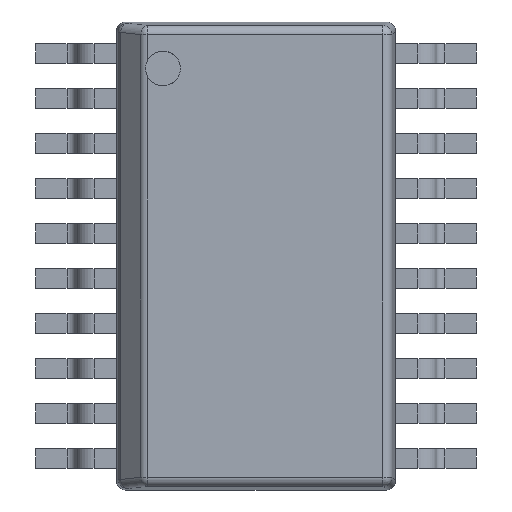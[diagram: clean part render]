
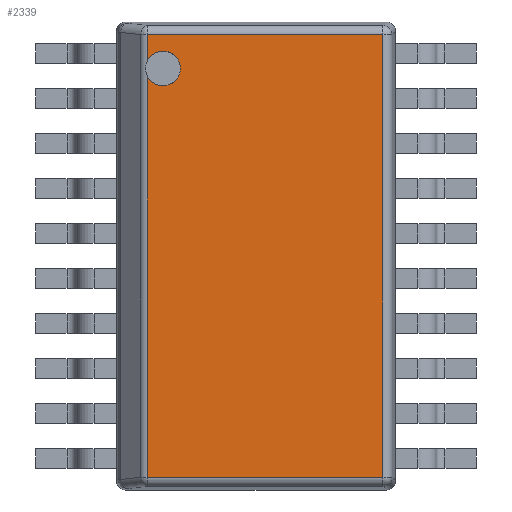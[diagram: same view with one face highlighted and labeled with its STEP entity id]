
A CAD part, top view. The second image highlights one B-rep face of the part: STEP entity #2339.
In plain terms, the highlighted planar face has unit normal (0, 0, 1).
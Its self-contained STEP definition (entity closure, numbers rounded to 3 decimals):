
#2133 = VERTEX_POINT('',#2134);
#2134 = CARTESIAN_POINT('',(2.96,0.14,1.1));
#2141 = EDGE_CURVE('',#2142,#2133,#2144,.T.);
#2142 = VERTEX_POINT('',#2143);
#2143 = CARTESIAN_POINT('',(0.341,0.14,1.1));
#2144 = LINE('',#2145,#2146);
#2145 = CARTESIAN_POINT('',(0.3,0.14,1.1));
#2146 = VECTOR('',#2147,1.);
#2147 = DIRECTION('',(1.,0.,0.));
#2216 = VERTEX_POINT('',#2217);
#2217 = CARTESIAN_POINT('',(0.341,5.06,1.1));
#2224 = EDGE_CURVE('',#2216,#2225,#2227,.T.);
#2225 = VERTEX_POINT('',#2226);
#2226 = CARTESIAN_POINT('',(2.96,5.06,1.1));
#2227 = LINE('',#2228,#2229);
#2228 = CARTESIAN_POINT('',(0.3,5.06,1.1));
#2229 = VECTOR('',#2230,1.);
#2230 = DIRECTION('',(1.,0.,0.));
#2254 = EDGE_CURVE('',#2133,#2225,#2255,.T.);
#2255 = LINE('',#2256,#2257);
#2256 = CARTESIAN_POINT('',(2.96,0.05,1.1));
#2257 = VECTOR('',#2258,1.);
#2258 = DIRECTION('',(0.,1.,0.));
#2339 = ADVANCED_FACE('',(#2340),#2377,.T.);
#2340 = FACE_BOUND('',#2341,.T.);
#2341 = EDGE_LOOP('',(#2342,#2343,#2351,#2360,#2369,#2375,#2376));
#2342 = ORIENTED_EDGE('',*,*,#2224,.F.);
#2343 = ORIENTED_EDGE('',*,*,#2344,.F.);
#2344 = EDGE_CURVE('',#2345,#2216,#2347,.T.);
#2345 = VERTEX_POINT('',#2346);
#2346 = CARTESIAN_POINT('',(0.341,4.766,1.1));
#2347 = LINE('',#2348,#2349);
#2348 = CARTESIAN_POINT('',(0.341,0.05,1.1));
#2349 = VECTOR('',#2350,1.);
#2350 = DIRECTION('',(0.,1.,0.));
#2351 = ORIENTED_EDGE('',*,*,#2352,.F.);
#2352 = EDGE_CURVE('',#2353,#2345,#2355,.T.);
#2353 = VERTEX_POINT('',#2354);
#2354 = CARTESIAN_POINT('',(0.71,4.683,1.1));
#2355 = CIRCLE('',#2356,0.194);
#2356 = AXIS2_PLACEMENT_3D('',#2357,#2358,#2359);
#2357 = CARTESIAN_POINT('',(0.517,4.683,1.1));
#2358 = DIRECTION('',(0.,0.,1.));
#2359 = DIRECTION('',(1.,0.,0.));
#2360 = ORIENTED_EDGE('',*,*,#2361,.F.);
#2361 = EDGE_CURVE('',#2362,#2353,#2364,.T.);
#2362 = VERTEX_POINT('',#2363);
#2363 = CARTESIAN_POINT('',(0.341,4.601,1.1));
#2364 = CIRCLE('',#2365,0.194);
#2365 = AXIS2_PLACEMENT_3D('',#2366,#2367,#2368);
#2366 = CARTESIAN_POINT('',(0.517,4.683,1.1));
#2367 = DIRECTION('',(0.,0.,1.));
#2368 = DIRECTION('',(1.,0.,0.));
#2369 = ORIENTED_EDGE('',*,*,#2370,.F.);
#2370 = EDGE_CURVE('',#2142,#2362,#2371,.T.);
#2371 = LINE('',#2372,#2373);
#2372 = CARTESIAN_POINT('',(0.341,0.05,1.1));
#2373 = VECTOR('',#2374,1.);
#2374 = DIRECTION('',(0.,1.,0.));
#2375 = ORIENTED_EDGE('',*,*,#2141,.T.);
#2376 = ORIENTED_EDGE('',*,*,#2254,.T.);
#2377 = PLANE('',#2378);
#2378 = AXIS2_PLACEMENT_3D('',#2379,#2380,#2381);
#2379 = CARTESIAN_POINT('',(0.,0.,1.1));
#2380 = DIRECTION('',(0.,0.,1.));
#2381 = DIRECTION('',(1.,0.,0.));
